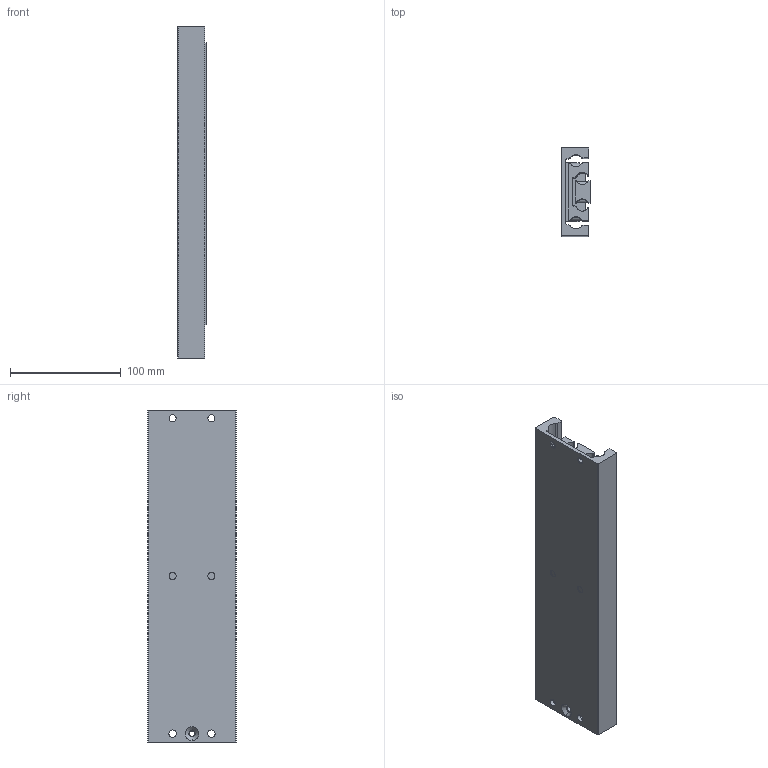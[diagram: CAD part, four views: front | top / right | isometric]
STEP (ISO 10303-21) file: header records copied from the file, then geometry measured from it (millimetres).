
FILE_DESCRIPTION (( 'STEP AP214' ), '1' );
FILE_NAME ('FR_5826.0300mm_12inch_closed.STEP', '2022-10-17T10:59:11', ( '' ), ( '' ), 'SwSTEP 2.0', 'SolidWorks 2020', '' );
FILE_SCHEMA (( 'AUTOMOTIVE_DESIGN' ));
Length unit declared in the file: millimetre
Products named in the file (11): 5826.XXX-01.T094_NL  300; 5826.XXX-02.T094_NL  300; 5826.XXX-03.T094_NL  300; FR 5826 STOP MIDDLE; FR 5826 DRW PIN; FR_5826.0300mm_12inch_closed; FR 5826 STOP CABINET; FR 5826 MID PIN
Assembly tree (12 placements, depth 3):
  FR_5826.0300mm_12inch_closed
    5826.XXX-01.T094_NL  300
      5826.XXX-01.T094_NL  300
      FR 5826 STOP CABINET
    5826.XXX-02.T094_NL  300
      5826.XXX-02.T094_NL  300
      FR 5826 STOP MIDDLE
      FR 5826 MID PIN  x2
    5826.XXX-03.T094_NL  300
      5826.XXX-03.T094_NL  300
      FR 5826 DRW PIN  x2
Bounding box: 26 x 80 x 300 mm (x, y, z)
Volume: 373642.7 mm3; surface area: 152540.3 mm2
Topology: 9 solids, 9 shells, 202 faces, 550 edges, 356 vertices
Faces by surface type: cylinder 119, plane 59, cone 24
Entity records: 7260 total; most frequent: CARTESIAN_POINT 1602, DIRECTION 1132, ORIENTED_EDGE 1076, EDGE_CURVE 538, AXIS2_PLACEMENT_3D 430, VERTEX_POINT 348, VECTOR 272, LINE 272
